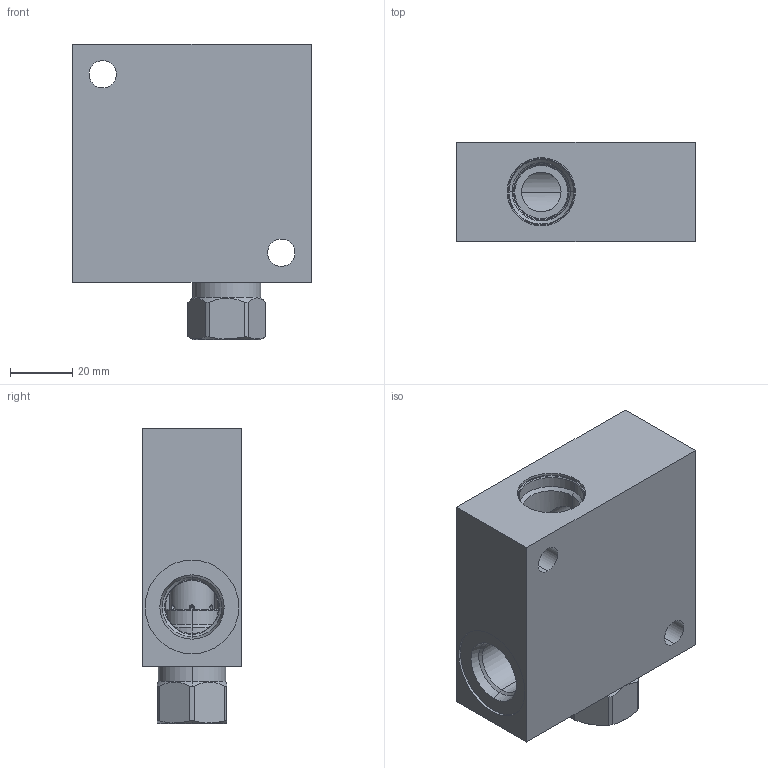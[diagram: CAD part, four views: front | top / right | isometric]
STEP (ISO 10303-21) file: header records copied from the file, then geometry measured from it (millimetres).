
FILE_DESCRIPTION((''),'2;1');
FILE_NAME('GNP_ASM','2019-11-21T',('ProEService'),(''),'PRO/ENGINEER BY PARAMETRIC TECHNOLOGY CORPORATION, 2014200','PRO/ENGINEER BY PARAMETRIC TECHNOLOGY CORPORATION, 2014200','');
FILE_SCHEMA(('CONFIG_CONTROL_DESIGN'));
Length unit declared in the file: inch
Products named in the file (3): 151-645-004; CXDAXCN; GNP_ASM
Assembly tree (2 placements, depth 2):
  GNP_ASM
    151-645-004
    CXDAXCN
Bounding box: 76.2 x 31.75 x 94.46 mm (x, y, z)
Volume: 152959 mm3; surface area: 36506.5 mm2
Topology: 4 solids, 4 shells, 206 faces, 661 edges, 548 vertices
Faces by surface type: cylinder 88, cone 44, plane 33, torus 22, bspline 11, revolution 8
Entity records: 13028 total; most frequent: CARTESIAN_POINT 7294, DIRECTION 1187, ORIENTED_EDGE 944, EDGE_CURVE 472, AXIS2_PLACEMENT_3D 418, VECTOR 343, LINE 343, VERTEX_POINT 289
